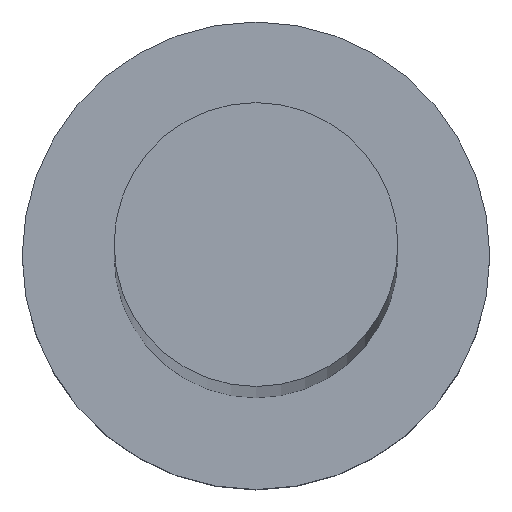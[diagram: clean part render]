
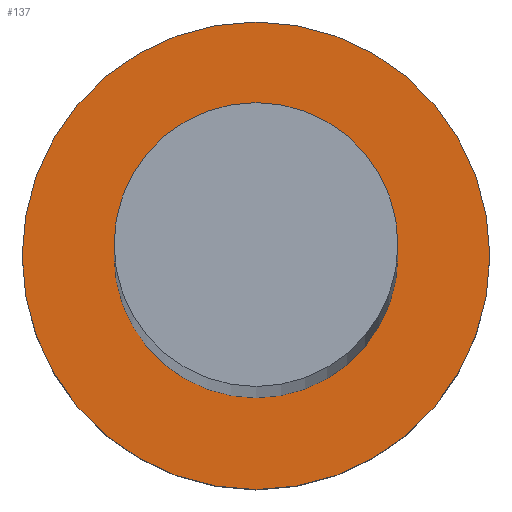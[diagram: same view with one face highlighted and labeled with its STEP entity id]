
A CAD part, top view. The second image highlights one B-rep face of the part: STEP entity #137.
In plain terms, the highlighted planar face has unit normal (0, 0, 1).
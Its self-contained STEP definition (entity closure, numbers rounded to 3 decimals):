
#2 = DIRECTION ( 'NONE',  ( 1., 0., 0. ) ) ;
#4 = EDGE_CURVE ( 'NONE', #247, #166, #75, .T. ) ;
#5 = DIRECTION ( 'NONE',  ( 1., 0., 0. ) ) ;
#7 = FACE_BOUND ( 'NONE', #13, .T. ) ;
#11 = EDGE_CURVE ( 'NONE', #166, #247, #106, .T. ) ;
#13 = EDGE_LOOP ( 'NONE', ( #50, #58 ) ) ;
#21 = CARTESIAN_POINT ( 'NONE',  ( -4.25, 0., 6.5 ) ) ;
#24 = EDGE_CURVE ( 'NONE', #76, #103, #147, .T. ) ;
#25 = PLANE ( 'NONE',  #26 ) ;
#26 = AXIS2_PLACEMENT_3D ( 'NONE', #46, #97, #82 ) ;
#46 = CARTESIAN_POINT ( 'NONE',  ( 0., 0., 6.5 ) ) ;
#50 = ORIENTED_EDGE ( 'NONE', *, *, #11, .F. ) ;
#52 = CARTESIAN_POINT ( 'NONE',  ( -7., 0., 6.5 ) ) ;
#58 = ORIENTED_EDGE ( 'NONE', *, *, #4, .F. ) ;
#71 = DIRECTION ( 'NONE',  ( 1., 0., 0. ) ) ;
#75 = CIRCLE ( 'NONE', #88, 4.25 ) ;
#76 = VERTEX_POINT ( 'NONE', #52 ) ;
#81 = CARTESIAN_POINT ( 'NONE',  ( 4.25, 0., 6.5 ) ) ;
#82 = DIRECTION ( 'NONE',  ( 1., 0., 0. ) ) ;
#85 = CARTESIAN_POINT ( 'NONE',  ( 7., 0., 6.5 ) ) ;
#88 = AXIS2_PLACEMENT_3D ( 'NONE', #148, #169, #71 ) ;
#97 = DIRECTION ( 'NONE',  ( 0., 0., 1. ) ) ;
#98 = ORIENTED_EDGE ( 'NONE', *, *, #176, .T. ) ;
#102 = CIRCLE ( 'NONE', #223, 7. ) ;
#103 = VERTEX_POINT ( 'NONE', #85 ) ;
#106 = CIRCLE ( 'NONE', #118, 4.25 ) ;
#118 = AXIS2_PLACEMENT_3D ( 'NONE', #187, #213, #171 ) ;
#137 = ADVANCED_FACE ( 'NONE', ( #7, #138 ), #25, .T. ) ;
#138 = FACE_OUTER_BOUND ( 'NONE', #203, .T. ) ;
#147 = CIRCLE ( 'NONE', #179, 7. ) ;
#148 = CARTESIAN_POINT ( 'NONE',  ( 0., 0., 6.5 ) ) ;
#166 = VERTEX_POINT ( 'NONE', #21 ) ;
#169 = DIRECTION ( 'NONE',  ( 0., 0., 1. ) ) ;
#171 = DIRECTION ( 'NONE',  ( 1., 0., 0. ) ) ;
#174 = CARTESIAN_POINT ( 'NONE',  ( 0., 0., 6.5 ) ) ;
#176 = EDGE_CURVE ( 'NONE', #103, #76, #102, .T. ) ;
#179 = AXIS2_PLACEMENT_3D ( 'NONE', #174, #190, #2 ) ;
#187 = CARTESIAN_POINT ( 'NONE',  ( 0., 0., 6.5 ) ) ;
#190 = DIRECTION ( 'NONE',  ( 0., 0., 1. ) ) ;
#194 = DIRECTION ( 'NONE',  ( 0., 0., 1. ) ) ;
#203 = EDGE_LOOP ( 'NONE', ( #208, #98 ) ) ;
#208 = ORIENTED_EDGE ( 'NONE', *, *, #24, .T. ) ;
#213 = DIRECTION ( 'NONE',  ( 0., 0., 1. ) ) ;
#221 = CARTESIAN_POINT ( 'NONE',  ( 0., 0., 6.5 ) ) ;
#223 = AXIS2_PLACEMENT_3D ( 'NONE', #221, #194, #5 ) ;
#247 = VERTEX_POINT ( 'NONE', #81 ) ;
